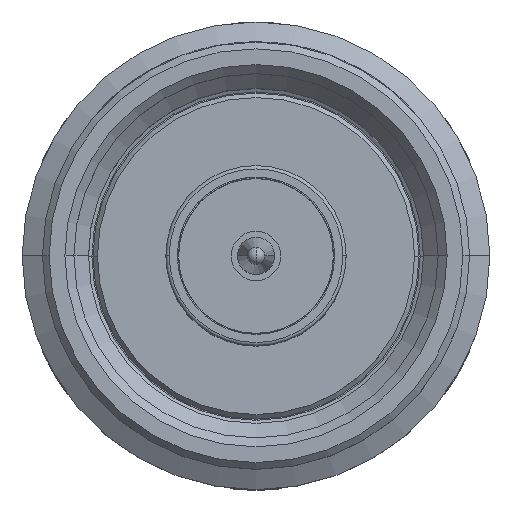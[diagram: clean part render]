
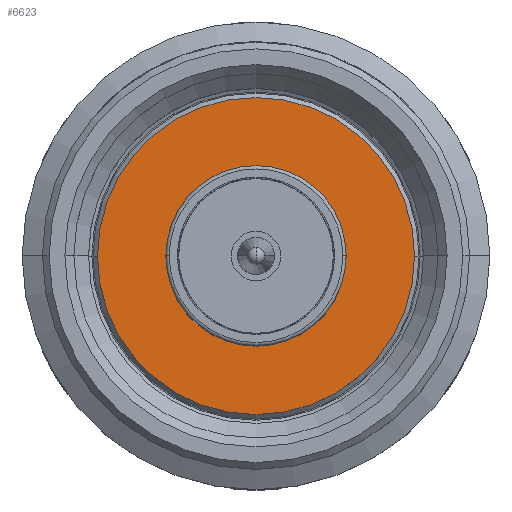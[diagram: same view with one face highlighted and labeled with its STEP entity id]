
A CAD part, top view. The second image highlights one B-rep face of the part: STEP entity #6623.
In plain terms, the highlighted planar face has unit normal (0, 0, 1).
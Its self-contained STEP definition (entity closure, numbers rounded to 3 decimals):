
#70 = AXIS2_PLACEMENT_3D ( 'NONE', #1053, #9597, #2249 ) ;
#193 = ORIENTED_EDGE ( 'NONE', *, *, #12394, .T. ) ;
#572 = CIRCLE ( 'NONE', #12425, 7.05 ) ;
#588 = DIRECTION ( 'NONE',  ( -1., 0., 0. ) ) ;
#1053 = CARTESIAN_POINT ( 'NONE',  ( 0., 0., -8.7 ) ) ;
#1061 = CIRCLE ( 'NONE', #70, 7.05 ) ;
#2249 = DIRECTION ( 'NONE',  ( 1., 0., 0. ) ) ;
#2296 = ORIENTED_EDGE ( 'NONE', *, *, #14287, .T. ) ;
#2335 = EDGE_LOOP ( 'NONE', ( #2296, #13514 ) ) ;
#2446 = ORIENTED_EDGE ( 'NONE', *, *, #11921, .T. ) ;
#2602 = CARTESIAN_POINT ( 'NONE',  ( 0., 0., -8.7 ) ) ;
#3042 = CARTESIAN_POINT ( 'NONE',  ( 7.05, 0., -8.7 ) ) ;
#3074 = CARTESIAN_POINT ( 'NONE',  ( 0., 0., -8.7 ) ) ;
#3290 = DIRECTION ( 'NONE',  ( 0., 0., -1. ) ) ;
#3852 = DIRECTION ( 'NONE',  ( 1., 0., 0. ) ) ;
#4323 = DIRECTION ( 'NONE',  ( -1., 0., 0. ) ) ;
#4481 = PLANE ( 'NONE',  #6848 ) ;
#4543 = AXIS2_PLACEMENT_3D ( 'NONE', #3074, #11621, #4323 ) ;
#5029 = VERTEX_POINT ( 'NONE', #14357 ) ;
#5093 = EDGE_LOOP ( 'NONE', ( #2446, #193 ) ) ;
#5648 = VERTEX_POINT ( 'NONE', #15642 ) ;
#6484 = CARTESIAN_POINT ( 'NONE',  ( -7.05, 0., -8.7 ) ) ;
#6623 = ADVANCED_FACE ( 'NONE', ( #15533, #9414 ), #4481, .F. ) ;
#6848 = AXIS2_PLACEMENT_3D ( 'NONE', #10621, #3290, #11827 ) ;
#7916 = DIRECTION ( 'NONE',  ( 0., 0., -1. ) ) ;
#8872 = EDGE_CURVE ( 'NONE', #9815, #15339, #572, .T. ) ;
#9414 = FACE_OUTER_BOUND ( 'NONE', #2335, .T. ) ;
#9597 = DIRECTION ( 'NONE',  ( 0., 0., 1. ) ) ;
#9815 = VERTEX_POINT ( 'NONE', #6484 ) ;
#10621 = CARTESIAN_POINT ( 'NONE',  ( 0., 7.05, -8.7 ) ) ;
#11181 = DIRECTION ( 'NONE',  ( 0., 0., 1. ) ) ;
#11621 = DIRECTION ( 'NONE',  ( 0., 0., -1. ) ) ;
#11827 = DIRECTION ( 'NONE',  ( -1., 0., 0. ) ) ;
#11921 = EDGE_CURVE ( 'NONE', #5029, #5648, #14460, .T. ) ;
#12394 = EDGE_CURVE ( 'NONE', #5648, #5029, #14829, .T. ) ;
#12425 = AXIS2_PLACEMENT_3D ( 'NONE', #2602, #11181, #3852 ) ;
#13514 = ORIENTED_EDGE ( 'NONE', *, *, #8872, .T. ) ;
#14287 = EDGE_CURVE ( 'NONE', #15339, #9815, #1061, .T. ) ;
#14357 = CARTESIAN_POINT ( 'NONE',  ( 4.01, 0., -8.7 ) ) ;
#14460 = CIRCLE ( 'NONE', #15125, 4.01 ) ;
#14829 = CIRCLE ( 'NONE', #4543, 4.01 ) ;
#15125 = AXIS2_PLACEMENT_3D ( 'NONE', #15229, #7916, #588 ) ;
#15229 = CARTESIAN_POINT ( 'NONE',  ( 0., 0., -8.7 ) ) ;
#15339 = VERTEX_POINT ( 'NONE', #3042 ) ;
#15533 = FACE_BOUND ( 'NONE', #5093, .T. ) ;
#15642 = CARTESIAN_POINT ( 'NONE',  ( -4.01, 0., -8.7 ) ) ;
